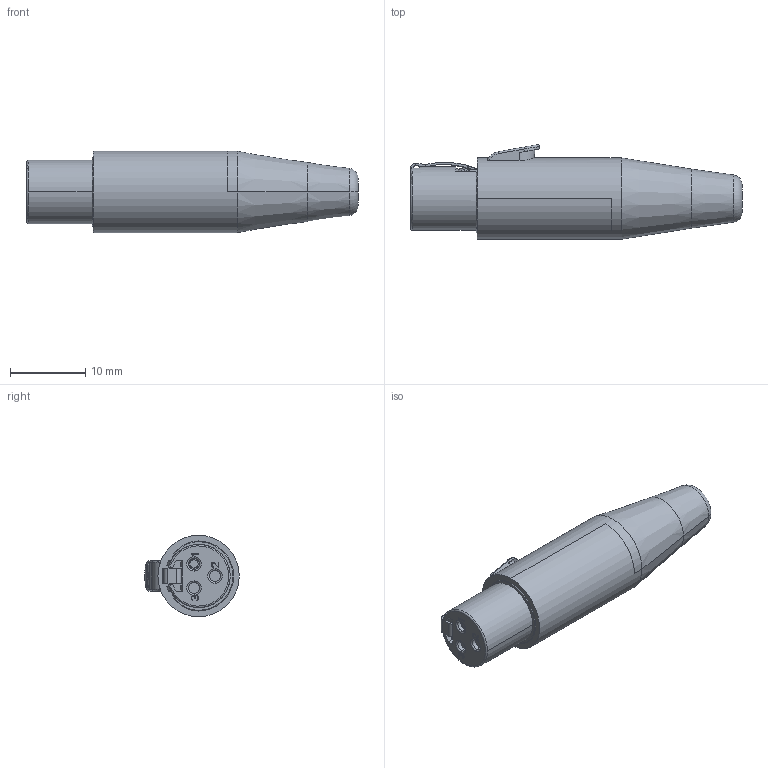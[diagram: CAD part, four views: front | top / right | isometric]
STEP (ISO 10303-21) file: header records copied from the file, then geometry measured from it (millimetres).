
FILE_DESCRIPTION((''),'2;1');
FILE_NAME('RT3FC-B','2021-04-27T',('xhp'),(''),'PRO/ENGINEER BY PARAMETRIC TECHNOLOGY CORPORATION, 2013040','PRO/ENGINEER BY PARAMETRIC TECHNOLOGY CORPORATION, 2013040','');
FILE_SCHEMA(('CONFIG_CONTROL_DESIGN'));
Length unit declared in the file: millimetre
Products named in the file (1): RT3FC-B
Bounding box: 44.1 x 12.56 x 10.8 mm (x, y, z)
Volume: 3135.2 mm3; surface area: 1574.5 mm2
Topology: 1 solids, 2 shells, 262 faces, 684 edges, 440 vertices
Faces by surface type: plane 174, cylinder 47, torus 15, cone 13, bspline 9, sphere 2, extrusion 2
Entity records: 8571 total; most frequent: CARTESIAN_POINT 2122, ORIENTED_EDGE 1368, DIRECTION 1269, EDGE_CURVE 684, VECTOR 493, LINE 491, VERTEX_POINT 440, AXIS2_PLACEMENT_3D 388
